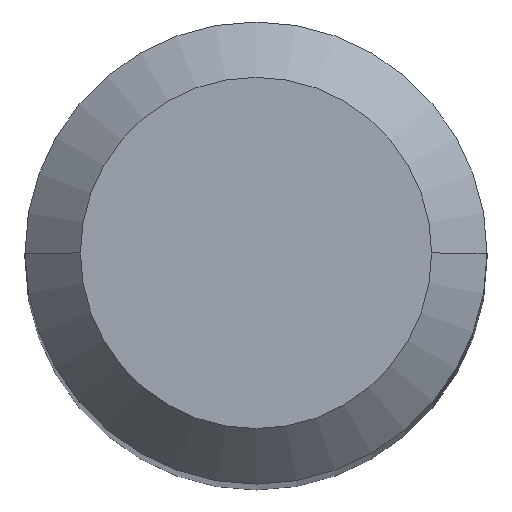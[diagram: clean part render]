
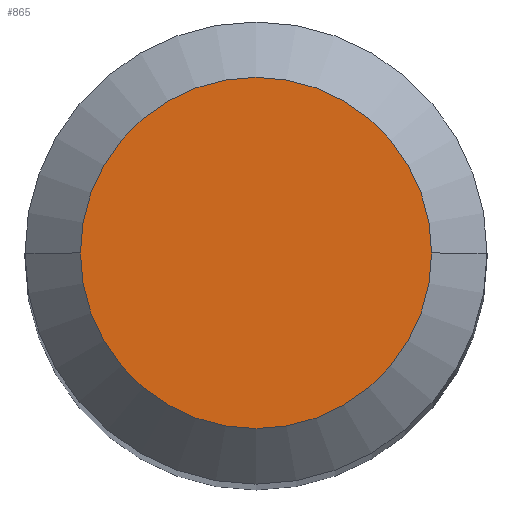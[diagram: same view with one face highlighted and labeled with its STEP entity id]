
A CAD part, top view. The second image highlights one B-rep face of the part: STEP entity #865.
In plain terms, the highlighted planar face has unit normal (0, 0, 1).
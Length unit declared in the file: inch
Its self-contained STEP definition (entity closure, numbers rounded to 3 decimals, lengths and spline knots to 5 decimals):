
#1 = PLANE ( 'NONE',  #50 ) ;
#20 = CIRCLE ( 'NONE', #271, 0.0475 ) ;
#28 = VERTEX_POINT ( 'NONE', #727 ) ;
#37 = VERTEX_POINT ( 'NONE', #481 ) ;
#50 = AXIS2_PLACEMENT_3D ( 'NONE', #89, #320, #95 ) ;
#75 = EDGE_LOOP ( 'NONE', ( #400, #107 ) ) ;
#89 = CARTESIAN_POINT ( 'NONE',  ( 0., 0., 1.5 ) ) ;
#95 = DIRECTION ( 'NONE',  ( 1., 0., 0. ) ) ;
#107 = ORIENTED_EDGE ( 'NONE', *, *, #395, .T. ) ;
#150 = CARTESIAN_POINT ( 'NONE',  ( 0., 0., 1.5 ) ) ;
#159 = DIRECTION ( 'NONE',  ( 0., 0., 1. ) ) ;
#188 = DIRECTION ( 'NONE',  ( 1., 0., 0. ) ) ;
#271 = AXIS2_PLACEMENT_3D ( 'NONE', #496, #561, #188 ) ;
#320 = DIRECTION ( 'NONE',  ( 0., 0., 1. ) ) ;
#325 = CIRCLE ( 'NONE', #887, 0.0475 ) ;
#395 = EDGE_CURVE ( 'NONE', #28, #37, #20, .T. ) ;
#400 = ORIENTED_EDGE ( 'NONE', *, *, #569, .T. ) ;
#481 = CARTESIAN_POINT ( 'NONE',  ( -0.0475, 0., 1.5 ) ) ;
#496 = CARTESIAN_POINT ( 'NONE',  ( 0., 0., 1.5 ) ) ;
#561 = DIRECTION ( 'NONE',  ( 0., 0., 1. ) ) ;
#569 = EDGE_CURVE ( 'NONE', #37, #28, #325, .T. ) ;
#689 = FACE_OUTER_BOUND ( 'NONE', #75, .T. ) ;
#715 = DIRECTION ( 'NONE',  ( 1., 0., 0. ) ) ;
#727 = CARTESIAN_POINT ( 'NONE',  ( 0.0475, 0., 1.5 ) ) ;
#865 = ADVANCED_FACE ( 'NONE', ( #689 ), #1, .T. ) ;
#887 = AXIS2_PLACEMENT_3D ( 'NONE', #150, #159, #715 ) ;
